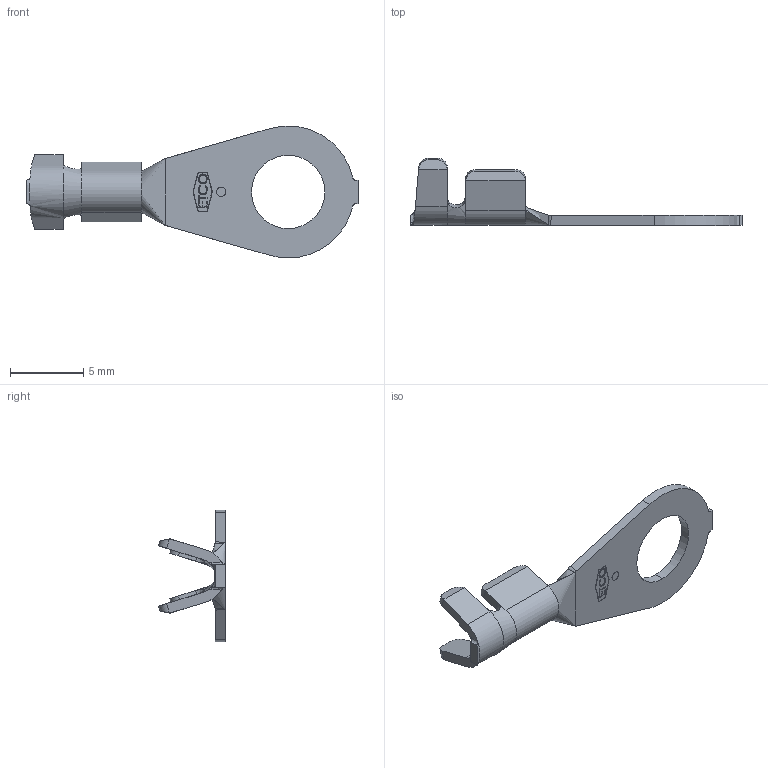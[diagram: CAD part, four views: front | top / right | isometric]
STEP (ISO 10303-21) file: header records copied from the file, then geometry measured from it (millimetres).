
FILE_DESCRIPTION (( 'STEP AP203' ), '1' );
FILE_NAME ('02189.STEP', '2015-02-06T20:19:09', ( '' ), ( '' ), 'SwSTEP 2.0', 'SolidWorks 2014', '' );
FILE_SCHEMA (( 'CONFIG_CONTROL_DESIGN' ));
Length unit declared in the file: inch
Products named in the file (1): 02189
Bounding box: 22.67 x 4.57 x 9.01 mm (x, y, z)
Volume: 91.7 mm3; surface area: 334.4 mm2
Topology: 1 solids, 1 shells, 192 faces, 494 edges, 312 vertices
Faces by surface type: plane 114, bspline 37, cylinder 31, cone 10
Entity records: 7419 total; most frequent: CARTESIAN_POINT 2996, ORIENTED_EDGE 988, DIRECTION 754, EDGE_CURVE 494, LINE 330, VECTOR 330, VERTEX_POINT 312, AXIS2_PLACEMENT_3D 212
